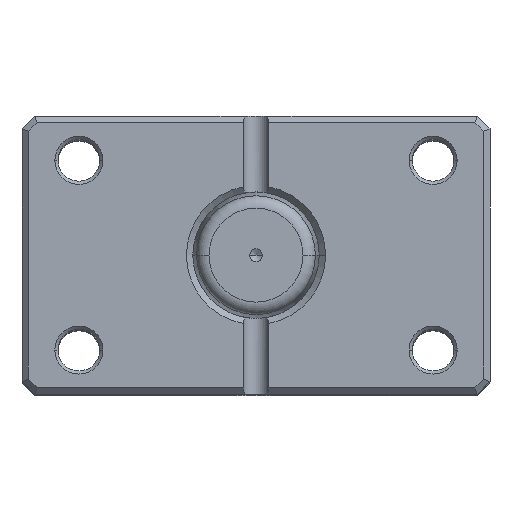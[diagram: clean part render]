
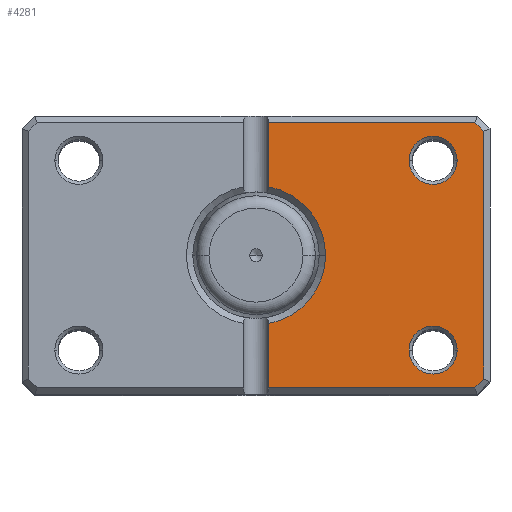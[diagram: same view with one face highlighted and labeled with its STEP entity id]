
A CAD part, top view. The second image highlights one B-rep face of the part: STEP entity #4281.
In plain terms, the highlighted face is planar.
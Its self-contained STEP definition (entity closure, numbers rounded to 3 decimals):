
#34 = CARTESIAN_POINT ( 'NONE',  ( -36., -19.586, 0. ) ) ;
#45 = CARTESIAN_POINT ( 'NONE',  ( 0., 0., 0. ) ) ;
#98 = DIRECTION ( 'NONE',  ( 0., 0., 1. ) ) ;
#112 = CARTESIAN_POINT ( 'NONE',  ( -27.793, -27.793, 0. ) ) ;
#123 = VERTEX_POINT ( 'NONE', #4874 ) ;
#264 = VERTEX_POINT ( 'NONE', #6357 ) ;
#269 = CIRCLE ( 'NONE', #5263, 11. ) ;
#368 = CIRCLE ( 'NONE', #2700, 3.8 ) ;
#436 = EDGE_CURVE ( 'NONE', #5559, #1169, #4097, .T. ) ;
#504 = CIRCLE ( 'NONE', #3050, 11. ) ;
#557 = DIRECTION ( 'NONE',  ( 1., 0., 0. ) ) ;
#592 = CARTESIAN_POINT ( 'NONE',  ( -2., -10.817, 0. ) ) ;
#692 = VERTEX_POINT ( 'NONE', #6060 ) ;
#972 = VERTEX_POINT ( 'NONE', #34 ) ;
#980 = DIRECTION ( 'NONE',  ( 0., 0., 1. ) ) ;
#1048 = DIRECTION ( 'NONE',  ( 0., 1., 0. ) ) ;
#1146 = CARTESIAN_POINT ( 'NONE',  ( -24.2, -15., 0. ) ) ;
#1169 = VERTEX_POINT ( 'NONE', #4564 ) ;
#1226 = CIRCLE ( 'NONE', #2134, 3.8 ) ;
#1300 = LINE ( 'NONE', #5277, #3984 ) ;
#1338 = ORIENTED_EDGE ( 'NONE', *, *, #3441, .T. ) ;
#1389 = VECTOR ( 'NONE', #1048, 1000. ) ;
#1419 = VECTOR ( 'NONE', #6454, 1000. ) ;
#1452 = CARTESIAN_POINT ( 'NONE',  ( -28., -15., 0. ) ) ;
#1500 = CIRCLE ( 'NONE', #2491, 3.8 ) ;
#1592 = ORIENTED_EDGE ( 'NONE', *, *, #5923, .T. ) ;
#1680 = CARTESIAN_POINT ( 'NONE',  ( -2., 21., 0. ) ) ;
#1690 = DIRECTION ( 'NONE',  ( 0., 0., 1. ) ) ;
#1742 = VECTOR ( 'NONE', #2150, 1000. ) ;
#1756 = ORIENTED_EDGE ( 'NONE', *, *, #3114, .T. ) ;
#1906 = VECTOR ( 'NONE', #6094, 1000. ) ;
#1977 = DIRECTION ( 'NONE',  ( 1., 0., 0. ) ) ;
#2076 = ORIENTED_EDGE ( 'NONE', *, *, #436, .T. ) ;
#2087 = PLANE ( 'NONE',  #2349 ) ;
#2089 = ORIENTED_EDGE ( 'NONE', *, *, #3716, .T. ) ;
#2134 = AXIS2_PLACEMENT_3D ( 'NONE', #1452, #4961, #1977 ) ;
#2150 = DIRECTION ( 'NONE',  ( -0.707, 0.707, 0. ) ) ;
#2174 = EDGE_CURVE ( 'NONE', #2557, #3491, #4893, .T. ) ;
#2191 = EDGE_CURVE ( 'NONE', #4399, #3540, #4582, .T. ) ;
#2229 = VERTEX_POINT ( 'NONE', #2460 ) ;
#2300 = DIRECTION ( 'NONE',  ( 1., 0., 0. ) ) ;
#2349 = AXIS2_PLACEMENT_3D ( 'NONE', #45, #3573, #557 ) ;
#2460 = CARTESIAN_POINT ( 'NONE',  ( -36., 19.586, 0. ) ) ;
#2491 = AXIS2_PLACEMENT_3D ( 'NONE', #4000, #980, #4500 ) ;
#2509 = AXIS2_PLACEMENT_3D ( 'NONE', #5039, #98, #2730 ) ;
#2522 = CARTESIAN_POINT ( 'NONE',  ( 0., 0., 0. ) ) ;
#2543 = ORIENTED_EDGE ( 'NONE', *, *, #4886, .T. ) ;
#2557 = VERTEX_POINT ( 'NONE', #2910 ) ;
#2610 = LINE ( 'NONE', #4056, #1389 ) ;
#2694 = EDGE_CURVE ( 'NONE', #2229, #692, #4061, .T. ) ;
#2700 = AXIS2_PLACEMENT_3D ( 'NONE', #4675, #1690, #5182 ) ;
#2730 = DIRECTION ( 'NONE',  ( 1., 0., 0. ) ) ;
#2910 = CARTESIAN_POINT ( 'NONE',  ( -2., -21., 0. ) ) ;
#3002 = DIRECTION ( 'NONE',  ( 1., 0., 0. ) ) ;
#3036 = EDGE_LOOP ( 'NONE', ( #2076, #1592, #1756, #3940, #5473, #2089, #3846, #3679, #2543 ) ) ;
#3050 = AXIS2_PLACEMENT_3D ( 'NONE', #4740, #4700, #4677 ) ;
#3074 = DIRECTION ( 'NONE',  ( -1., 0., 0. ) ) ;
#3114 = EDGE_CURVE ( 'NONE', #123, #4344, #504, .T. ) ;
#3441 = EDGE_CURVE ( 'NONE', #3540, #4399, #1226, .T. ) ;
#3481 = EDGE_CURVE ( 'NONE', #264, #4093, #1500, .T. ) ;
#3491 = VERTEX_POINT ( 'NONE', #5006 ) ;
#3540 = VERTEX_POINT ( 'NONE', #5055 ) ;
#3545 = ORIENTED_EDGE ( 'NONE', *, *, #3734, .T. ) ;
#3573 = DIRECTION ( 'NONE',  ( 0., 0., 1. ) ) ;
#3607 = FACE_BOUND ( 'NONE', #6054, .T. ) ;
#3608 = CARTESIAN_POINT ( 'NONE',  ( -2., 22., 0. ) ) ;
#3663 = EDGE_CURVE ( 'NONE', #4344, #2557, #4550, .T. ) ;
#3679 = ORIENTED_EDGE ( 'NONE', *, *, #2694, .T. ) ;
#3716 = EDGE_CURVE ( 'NONE', #3491, #972, #4385, .T. ) ;
#3734 = EDGE_CURVE ( 'NONE', #4093, #264, #368, .T. ) ;
#3779 = ORIENTED_EDGE ( 'NONE', *, *, #2191, .T. ) ;
#3780 = EDGE_LOOP ( 'NONE', ( #1338, #3779 ) ) ;
#3846 = ORIENTED_EDGE ( 'NONE', *, *, #6241, .T. ) ;
#3889 = CARTESIAN_POINT ( 'NONE',  ( -2., 22., 0. ) ) ;
#3940 = ORIENTED_EDGE ( 'NONE', *, *, #3663, .T. ) ;
#3972 = CARTESIAN_POINT ( 'NONE',  ( -27.793, 27.793, 0. ) ) ;
#3984 = VECTOR ( 'NONE', #2300, 1000. ) ;
#4000 = CARTESIAN_POINT ( 'NONE',  ( -28., 15., 0. ) ) ;
#4017 = DIRECTION ( 'NONE',  ( 0.707, 0.707, 0. ) ) ;
#4056 = CARTESIAN_POINT ( 'NONE',  ( -36., 0., 0. ) ) ;
#4061 = LINE ( 'NONE', #3972, #5232 ) ;
#4093 = VERTEX_POINT ( 'NONE', #4403 ) ;
#4097 = LINE ( 'NONE', #3889, #1419 ) ;
#4281 = ADVANCED_FACE ( 'NONE', ( #6235, #3607, #6401 ), #2087, .F. ) ;
#4344 = VERTEX_POINT ( 'NONE', #592 ) ;
#4385 = LINE ( 'NONE', #112, #1742 ) ;
#4399 = VERTEX_POINT ( 'NONE', #1146 ) ;
#4403 = CARTESIAN_POINT ( 'NONE',  ( -24.2, 15., 0. ) ) ;
#4500 = DIRECTION ( 'NONE',  ( 1., 0., 0. ) ) ;
#4550 = LINE ( 'NONE', #3608, #1906 ) ;
#4564 = CARTESIAN_POINT ( 'NONE',  ( -2., 10.817, 0. ) ) ;
#4582 = CIRCLE ( 'NONE', #2509, 3.8 ) ;
#4675 = CARTESIAN_POINT ( 'NONE',  ( -28., 15., 0. ) ) ;
#4677 = DIRECTION ( 'NONE',  ( 1., 0., 0. ) ) ;
#4700 = DIRECTION ( 'NONE',  ( 0., 0., 1. ) ) ;
#4740 = CARTESIAN_POINT ( 'NONE',  ( 0., 0., 0. ) ) ;
#4874 = CARTESIAN_POINT ( 'NONE',  ( -11., 0., 0. ) ) ;
#4886 = EDGE_CURVE ( 'NONE', #692, #5559, #1300, .T. ) ;
#4893 = LINE ( 'NONE', #5165, #5875 ) ;
#4961 = DIRECTION ( 'NONE',  ( 0., 0., 1. ) ) ;
#5006 = CARTESIAN_POINT ( 'NONE',  ( -34.586, -21., 0. ) ) ;
#5035 = ORIENTED_EDGE ( 'NONE', *, *, #3481, .T. ) ;
#5039 = CARTESIAN_POINT ( 'NONE',  ( -28., -15., 0. ) ) ;
#5055 = CARTESIAN_POINT ( 'NONE',  ( -31.8, -15., 0. ) ) ;
#5165 = CARTESIAN_POINT ( 'NONE',  ( 0., -21., 0. ) ) ;
#5182 = DIRECTION ( 'NONE',  ( 1., 0., 0. ) ) ;
#5232 = VECTOR ( 'NONE', #4017, 1000. ) ;
#5263 = AXIS2_PLACEMENT_3D ( 'NONE', #2522, #5962, #3002 ) ;
#5277 = CARTESIAN_POINT ( 'NONE',  ( 0., 21., 0. ) ) ;
#5473 = ORIENTED_EDGE ( 'NONE', *, *, #2174, .T. ) ;
#5559 = VERTEX_POINT ( 'NONE', #1680 ) ;
#5875 = VECTOR ( 'NONE', #3074, 1000. ) ;
#5923 = EDGE_CURVE ( 'NONE', #1169, #123, #269, .T. ) ;
#5962 = DIRECTION ( 'NONE',  ( 0., 0., 1. ) ) ;
#6054 = EDGE_LOOP ( 'NONE', ( #5035, #3545 ) ) ;
#6060 = CARTESIAN_POINT ( 'NONE',  ( -34.586, 21., 0. ) ) ;
#6094 = DIRECTION ( 'NONE',  ( 0., -1., 0. ) ) ;
#6235 = FACE_BOUND ( 'NONE', #3780, .T. ) ;
#6241 = EDGE_CURVE ( 'NONE', #972, #2229, #2610, .T. ) ;
#6357 = CARTESIAN_POINT ( 'NONE',  ( -31.8, 15., 0. ) ) ;
#6401 = FACE_OUTER_BOUND ( 'NONE', #3036, .T. ) ;
#6454 = DIRECTION ( 'NONE',  ( 0., -1., 0. ) ) ;
